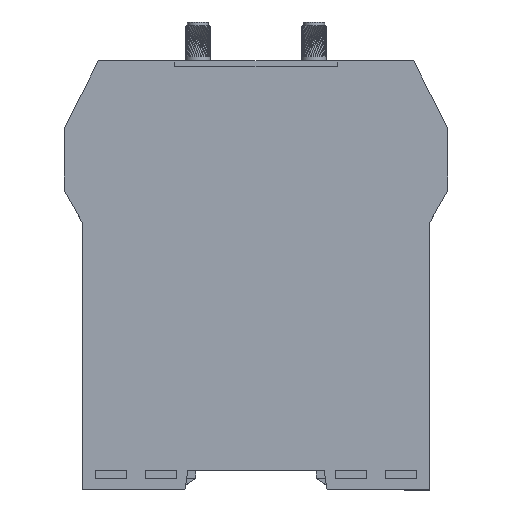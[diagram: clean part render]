
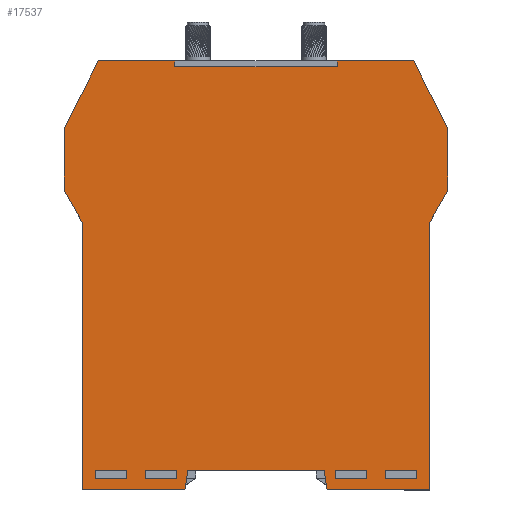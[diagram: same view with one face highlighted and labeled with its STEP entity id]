
A CAD part, top view. The second image highlights one B-rep face of the part: STEP entity #17537.
In plain terms, the highlighted planar face has unit normal (0, 0, 1).
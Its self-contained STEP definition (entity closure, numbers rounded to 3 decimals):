
#780=LINE('',#24981,#2900);
#784=LINE('',#24990,#2904);
#788=LINE('',#24999,#2908);
#792=LINE('',#25008,#2912);
#806=LINE('',#25037,#2926);
#810=LINE('',#25046,#2930);
#814=LINE('',#25055,#2934);
#818=LINE('',#25064,#2938);
#838=LINE('',#25102,#2958);
#849=LINE('',#25124,#2969);
#862=LINE('',#25148,#2982);
#873=LINE('',#25168,#2993);
#881=LINE('',#25184,#3001);
#908=LINE('',#25250,#3028);
#910=LINE('',#25255,#3030);
#1296=LINE('',#26070,#3416);
#1299=LINE('',#26075,#3419);
#1301=LINE('',#26080,#3421);
#1303=LINE('',#26086,#3423);
#1305=LINE('',#26090,#3425);
#1307=LINE('',#26094,#3427);
#1309=LINE('',#26097,#3429);
#1310=LINE('',#26099,#3430);
#1311=LINE('',#26102,#3431);
#1313=LINE('',#26105,#3433);
#1314=LINE('',#26106,#3434);
#1315=LINE('',#26107,#3435);
#1316=LINE('',#26108,#3436);
#1317=LINE('',#26109,#3437);
#1319=LINE('',#26113,#3439);
#1321=LINE('',#26117,#3441);
#1323=LINE('',#26121,#3443);
#1325=LINE('',#26125,#3445);
#1327=LINE('',#26128,#3447);
#2900=VECTOR('',#20111,10.);
#2904=VECTOR('',#20117,10.);
#2908=VECTOR('',#20123,10.);
#2912=VECTOR('',#20129,10.);
#2926=VECTOR('',#20149,10.);
#2930=VECTOR('',#20155,10.);
#2934=VECTOR('',#20161,10.);
#2938=VECTOR('',#20167,10.);
#2958=VECTOR('',#20195,10.);
#2969=VECTOR('',#20214,10.);
#2982=VECTOR('',#20237,10.);
#2993=VECTOR('',#20256,10.);
#3001=VECTOR('',#20272,10.);
#3028=VECTOR('',#20315,10.);
#3030=VECTOR('',#20319,10.);
#3416=VECTOR('',#21083,10.);
#3419=VECTOR('',#21088,10.);
#3421=VECTOR('',#21092,10.);
#3423=VECTOR('',#21100,10.);
#3425=VECTOR('',#21104,10.);
#3427=VECTOR('',#21108,10.);
#3429=VECTOR('',#21112,10.);
#3430=VECTOR('',#21115,10.);
#3431=VECTOR('',#21118,10.);
#3433=VECTOR('',#21122,10.);
#3434=VECTOR('',#21123,10.);
#3435=VECTOR('',#21124,10.);
#3436=VECTOR('',#21125,10.);
#3437=VECTOR('',#21126,10.);
#3439=VECTOR('',#21130,10.);
#3441=VECTOR('',#21134,10.);
#3443=VECTOR('',#21138,10.);
#3445=VECTOR('',#21142,10.);
#3447=VECTOR('',#21146,10.);
#5014=PLANE('',#18626);
#5565=FACE_BOUND('',#6958,.T.);
#5566=FACE_BOUND('',#6959,.T.);
#5567=FACE_BOUND('',#6960,.T.);
#5568=FACE_BOUND('',#6961,.T.);
#5975=FACE_OUTER_BOUND('',#6957,.T.);
#6957=EDGE_LOOP('',(#13892,#13893,#13894,#13895,#13896,#13897,#13898,#13899,
#13900,#13901,#13902,#13903,#13904,#13905,#13906,#13907,#13908,#13909));
#6958=EDGE_LOOP('',(#13910,#13911,#13912,#13913));
#6959=EDGE_LOOP('',(#13914,#13915,#13916,#13917));
#6960=EDGE_LOOP('',(#13918,#13919,#13920,#13921));
#6961=EDGE_LOOP('',(#13922,#13923,#13924,#13925));
#8286=VERTEX_POINT('',#24979);
#8287=VERTEX_POINT('',#24980);
#8290=VERTEX_POINT('',#24988);
#8291=VERTEX_POINT('',#24989);
#8294=VERTEX_POINT('',#24997);
#8295=VERTEX_POINT('',#24998);
#8298=VERTEX_POINT('',#25006);
#8299=VERTEX_POINT('',#25007);
#8310=VERTEX_POINT('',#25035);
#8311=VERTEX_POINT('',#25036);
#8314=VERTEX_POINT('',#25044);
#8315=VERTEX_POINT('',#25045);
#8318=VERTEX_POINT('',#25053);
#8319=VERTEX_POINT('',#25054);
#8322=VERTEX_POINT('',#25062);
#8323=VERTEX_POINT('',#25063);
#8358=VERTEX_POINT('',#25181);
#8359=VERTEX_POINT('',#25183);
#8390=VERTEX_POINT('',#25248);
#8391=VERTEX_POINT('',#25252);
#8392=VERTEX_POINT('',#25254);
#8631=VERTEX_POINT('',#26067);
#8632=VERTEX_POINT('',#26069);
#8633=VERTEX_POINT('',#26073);
#8634=VERTEX_POINT('',#26077);
#8635=VERTEX_POINT('',#26079);
#8636=VERTEX_POINT('',#26085);
#8637=VERTEX_POINT('',#26089);
#8638=VERTEX_POINT('',#26093);
#8639=VERTEX_POINT('',#26101);
#8640=VERTEX_POINT('',#26112);
#8641=VERTEX_POINT('',#26116);
#8642=VERTEX_POINT('',#26120);
#8643=VERTEX_POINT('',#26124);
#9995=EDGE_CURVE('',#8286,#8287,#780,.T.);
#9999=EDGE_CURVE('',#8290,#8291,#784,.T.);
#10003=EDGE_CURVE('',#8294,#8295,#788,.T.);
#10007=EDGE_CURVE('',#8298,#8299,#792,.T.);
#10021=EDGE_CURVE('',#8310,#8311,#806,.T.);
#10025=EDGE_CURVE('',#8314,#8315,#810,.T.);
#10029=EDGE_CURVE('',#8318,#8319,#814,.T.);
#10033=EDGE_CURVE('',#8322,#8323,#818,.T.);
#10053=EDGE_CURVE('',#8299,#8294,#838,.T.);
#10064=EDGE_CURVE('',#8291,#8286,#849,.T.);
#10077=EDGE_CURVE('',#8315,#8310,#862,.T.);
#10088=EDGE_CURVE('',#8323,#8318,#873,.T.);
#10096=EDGE_CURVE('',#8358,#8359,#881,.T.);
#10130=EDGE_CURVE('',#8390,#8358,#908,.T.);
#10132=EDGE_CURVE('',#8391,#8392,#910,.T.);
#10536=EDGE_CURVE('',#8631,#8632,#1296,.T.);
#10539=EDGE_CURVE('',#8633,#8631,#1299,.T.);
#10541=EDGE_CURVE('',#8634,#8635,#1301,.T.);
#10543=EDGE_CURVE('',#8635,#8636,#1303,.T.);
#10545=EDGE_CURVE('',#8636,#8637,#1305,.T.);
#10547=EDGE_CURVE('',#8637,#8638,#1307,.T.);
#10549=EDGE_CURVE('',#8638,#8633,#1309,.T.);
#10550=EDGE_CURVE('',#8632,#8390,#1310,.T.);
#10551=EDGE_CURVE('',#8359,#8639,#1311,.T.);
#10553=EDGE_CURVE('',#8319,#8322,#1313,.T.);
#10554=EDGE_CURVE('',#8311,#8314,#1314,.T.);
#10555=EDGE_CURVE('',#8639,#8391,#1315,.T.);
#10556=EDGE_CURVE('',#8295,#8298,#1316,.T.);
#10557=EDGE_CURVE('',#8287,#8290,#1317,.T.);
#10559=EDGE_CURVE('',#8392,#8640,#1319,.T.);
#10561=EDGE_CURVE('',#8640,#8641,#1321,.T.);
#10563=EDGE_CURVE('',#8641,#8642,#1323,.T.);
#10565=EDGE_CURVE('',#8642,#8643,#1325,.T.);
#10567=EDGE_CURVE('',#8643,#8634,#1327,.T.);
#13892=ORIENTED_EDGE('',*,*,#10543,.F.);
#13893=ORIENTED_EDGE('',*,*,#10541,.F.);
#13894=ORIENTED_EDGE('',*,*,#10567,.F.);
#13895=ORIENTED_EDGE('',*,*,#10565,.F.);
#13896=ORIENTED_EDGE('',*,*,#10563,.F.);
#13897=ORIENTED_EDGE('',*,*,#10561,.F.);
#13898=ORIENTED_EDGE('',*,*,#10559,.F.);
#13899=ORIENTED_EDGE('',*,*,#10132,.F.);
#13900=ORIENTED_EDGE('',*,*,#10555,.F.);
#13901=ORIENTED_EDGE('',*,*,#10551,.F.);
#13902=ORIENTED_EDGE('',*,*,#10096,.F.);
#13903=ORIENTED_EDGE('',*,*,#10130,.F.);
#13904=ORIENTED_EDGE('',*,*,#10550,.F.);
#13905=ORIENTED_EDGE('',*,*,#10536,.F.);
#13906=ORIENTED_EDGE('',*,*,#10539,.F.);
#13907=ORIENTED_EDGE('',*,*,#10549,.F.);
#13908=ORIENTED_EDGE('',*,*,#10547,.F.);
#13909=ORIENTED_EDGE('',*,*,#10545,.F.);
#13910=ORIENTED_EDGE('',*,*,#9999,.T.);
#13911=ORIENTED_EDGE('',*,*,#10064,.T.);
#13912=ORIENTED_EDGE('',*,*,#9995,.T.);
#13913=ORIENTED_EDGE('',*,*,#10557,.T.);
#13914=ORIENTED_EDGE('',*,*,#10007,.T.);
#13915=ORIENTED_EDGE('',*,*,#10053,.T.);
#13916=ORIENTED_EDGE('',*,*,#10003,.T.);
#13917=ORIENTED_EDGE('',*,*,#10556,.T.);
#13918=ORIENTED_EDGE('',*,*,#10025,.T.);
#13919=ORIENTED_EDGE('',*,*,#10077,.T.);
#13920=ORIENTED_EDGE('',*,*,#10021,.T.);
#13921=ORIENTED_EDGE('',*,*,#10554,.T.);
#13922=ORIENTED_EDGE('',*,*,#10033,.T.);
#13923=ORIENTED_EDGE('',*,*,#10088,.T.);
#13924=ORIENTED_EDGE('',*,*,#10029,.T.);
#13925=ORIENTED_EDGE('',*,*,#10553,.T.);
#17537=ADVANCED_FACE('',(#5975,#5565,#5566,#5567,#5568),#5014,.T.);
#18626=AXIS2_PLACEMENT_3D('',#26129,#21147,#21148);
#20111=DIRECTION('',(0.,1.,0.));
#20117=DIRECTION('',(0.,-1.,0.));
#20123=DIRECTION('',(0.,1.,0.));
#20129=DIRECTION('',(0.,-1.,0.));
#20149=DIRECTION('',(0.,1.,0.));
#20155=DIRECTION('',(0.,-1.,0.));
#20161=DIRECTION('',(0.,1.,0.));
#20167=DIRECTION('',(0.,-1.,0.));
#20195=DIRECTION('',(-1.,0.,0.));
#20214=DIRECTION('',(-1.,0.,0.));
#20237=DIRECTION('',(-1.,0.,0.));
#20256=DIRECTION('',(-1.,0.,0.));
#20272=DIRECTION('',(-1.,0.,0.));
#20315=DIRECTION('',(0.,-1.,0.));
#20319=DIRECTION('',(-0.148,-0.989,0.));
#21083=DIRECTION('',(0.,-1.,0.));
#21088=DIRECTION('',(0.451,-0.892,0.));
#21092=DIRECTION('',(1.,0.,0.));
#21100=DIRECTION('',(0.,-1.,0.));
#21104=DIRECTION('',(1.,0.,0.));
#21108=DIRECTION('',(0.,1.,0.));
#21112=DIRECTION('',(1.,0.,0.));
#21115=DIRECTION('',(-0.49,-0.872,0.));
#21118=DIRECTION('',(-0.148,0.989,0.));
#21122=DIRECTION('',(1.,0.,0.));
#21123=DIRECTION('',(1.,0.,0.));
#21124=DIRECTION('',(-1.,0.,0.));
#21125=DIRECTION('',(1.,0.,0.));
#21126=DIRECTION('',(1.,0.,0.));
#21130=DIRECTION('',(-1.,0.,0.));
#21134=DIRECTION('',(0.,1.,0.));
#21138=DIRECTION('',(-0.49,0.872,0.));
#21142=DIRECTION('',(0.,1.,0.));
#21146=DIRECTION('',(0.451,0.892,0.));
#21147=DIRECTION('center_axis',(0.,0.,1.));
#21148=DIRECTION('ref_axis',(1.,0.,0.));
#24979=CARTESIAN_POINT('',(-0.7,-107.25,8.75));
#24980=CARTESIAN_POINT('',(-0.7,-105.15,8.75));
#24981=CARTESIAN_POINT('',(-0.7,-81.623,8.75));
#24988=CARTESIAN_POINT('',(7.2,-105.15,8.75));
#24989=CARTESIAN_POINT('',(7.2,-107.25,8.75));
#24990=CARTESIAN_POINT('',(7.2,-80.573,8.75));
#24997=CARTESIAN_POINT('',(12.2,-107.25,8.75));
#24998=CARTESIAN_POINT('',(12.2,-105.15,8.75));
#24999=CARTESIAN_POINT('',(12.2,-81.623,8.75));
#25006=CARTESIAN_POINT('',(20.1,-105.15,8.75));
#25007=CARTESIAN_POINT('',(20.1,-107.25,8.75));
#25008=CARTESIAN_POINT('',(20.1,-80.573,8.75));
#25035=CARTESIAN_POINT('',(60.9,-107.25,8.75));
#25036=CARTESIAN_POINT('',(60.9,-105.15,8.75));
#25037=CARTESIAN_POINT('',(60.9,-81.623,8.75));
#25044=CARTESIAN_POINT('',(68.8,-105.15,8.75));
#25045=CARTESIAN_POINT('',(68.8,-107.25,8.75));
#25046=CARTESIAN_POINT('',(68.8,-80.573,8.75));
#25053=CARTESIAN_POINT('',(73.8,-107.25,8.75));
#25054=CARTESIAN_POINT('',(73.8,-105.15,8.75));
#25055=CARTESIAN_POINT('',(73.8,-81.623,8.75));
#25062=CARTESIAN_POINT('',(81.7,-105.15,8.75));
#25063=CARTESIAN_POINT('',(81.7,-107.25,8.75));
#25064=CARTESIAN_POINT('',(81.7,-80.573,8.75));
#25102=CARTESIAN_POINT('',(30.3,-107.25,8.75));
#25124=CARTESIAN_POINT('',(23.85,-107.25,8.75));
#25148=CARTESIAN_POINT('',(54.65,-107.25,8.75));
#25168=CARTESIAN_POINT('',(61.1,-107.25,8.75));
#25181=CARTESIAN_POINT('',(85.,-110.15,8.75));
#25183=CARTESIAN_POINT('',(58.75,-110.15,8.75));
#25184=CARTESIAN_POINT('',(85.,-110.15,8.75));
#25248=CARTESIAN_POINT('',(85.,-41.65,8.75));
#25250=CARTESIAN_POINT('',(85.,-41.65,8.75));
#25252=CARTESIAN_POINT('',(23.,-105.15,8.75));
#25254=CARTESIAN_POINT('',(22.25,-110.15,8.75));
#25255=CARTESIAN_POINT('',(23.,-105.15,8.75));
#26067=CARTESIAN_POINT('',(89.75,-17.3,8.75));
#26069=CARTESIAN_POINT('',(89.75,-33.2,8.75));
#26070=CARTESIAN_POINT('',(89.75,-17.3,8.75));
#26073=CARTESIAN_POINT('',(81.,0.,8.75));
#26075=CARTESIAN_POINT('',(81.,0.,8.75));
#26077=CARTESIAN_POINT('',(0.,0.,8.75));
#26079=CARTESIAN_POINT('',(19.6,0.,8.75));
#26080=CARTESIAN_POINT('',(0.,0.,8.75));
#26085=CARTESIAN_POINT('',(19.6,-1.5,8.75));
#26086=CARTESIAN_POINT('',(19.6,0.,8.75));
#26089=CARTESIAN_POINT('',(61.4,-1.5,8.75));
#26090=CARTESIAN_POINT('',(19.6,-1.5,8.75));
#26093=CARTESIAN_POINT('',(61.4,0.,8.75));
#26094=CARTESIAN_POINT('',(61.4,-1.5,8.75));
#26097=CARTESIAN_POINT('',(61.4,0.,8.75));
#26099=CARTESIAN_POINT('',(89.75,-33.2,8.75));
#26101=CARTESIAN_POINT('',(58.,-105.15,8.75));
#26102=CARTESIAN_POINT('',(58.75,-110.15,8.75));
#26105=CARTESIAN_POINT('',(57.15,-105.15,8.75));
#26106=CARTESIAN_POINT('',(50.7,-105.15,8.75));
#26107=CARTESIAN_POINT('',(58.,-105.15,8.75));
#26108=CARTESIAN_POINT('',(26.35,-105.15,8.75));
#26109=CARTESIAN_POINT('',(19.9,-105.15,8.75));
#26112=CARTESIAN_POINT('',(-4.,-110.15,8.75));
#26113=CARTESIAN_POINT('',(22.25,-110.15,8.75));
#26116=CARTESIAN_POINT('',(-4.,-41.65,8.75));
#26117=CARTESIAN_POINT('',(-4.,-110.15,8.75));
#26120=CARTESIAN_POINT('',(-8.75,-33.2,8.75));
#26121=CARTESIAN_POINT('',(-4.,-41.65,8.75));
#26124=CARTESIAN_POINT('',(-8.75,-17.3,8.75));
#26125=CARTESIAN_POINT('',(-8.75,-33.2,8.75));
#26128=CARTESIAN_POINT('',(-8.75,-17.3,8.75));
#26129=CARTESIAN_POINT('Origin',(40.5,-55.997,8.75));
